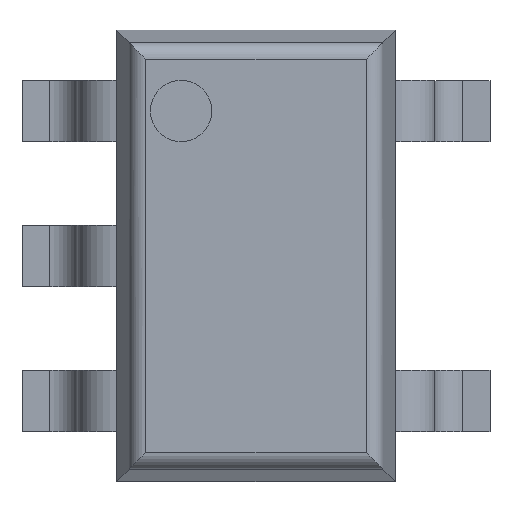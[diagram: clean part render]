
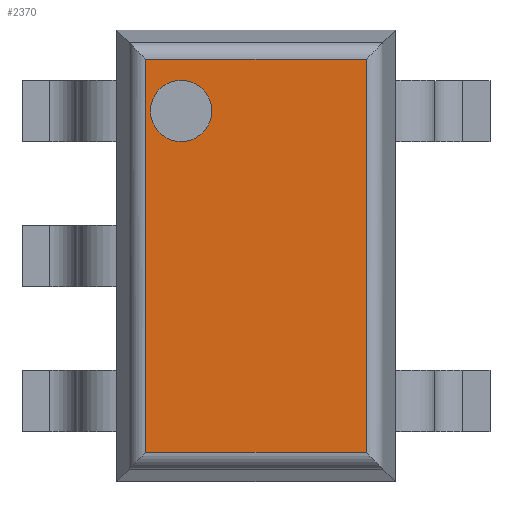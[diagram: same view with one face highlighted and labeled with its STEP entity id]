
A CAD part, top view. The second image highlights one B-rep face of the part: STEP entity #2370.
In plain terms, the highlighted planar face has unit normal (0, 0, 1).
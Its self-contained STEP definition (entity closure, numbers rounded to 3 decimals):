
#2311 = CARTESIAN_POINT ( 'NONE',  ( -0.473, 0.65, 1.1 ) ) ;
#2312 = VERTEX_POINT ( 'NONE', #2311 ) ;
#2313 = CARTESIAN_POINT ( 'NONE',  ( -0.198, 0.65, 1.1 ) ) ;
#2314 = VERTEX_POINT ( 'NONE', #2313 ) ;
#2315 = CARTESIAN_POINT ( 'NONE',  ( -0.336, 0.65, 1.1 ) ) ;
#2316 = DIRECTION ( 'NONE',  ( 0., 0., 1. ) ) ;
#2317 = DIRECTION ( 'NONE',  ( -1., 0., 0. ) ) ;
#2318 = AXIS2_PLACEMENT_3D ( 'NONE', #2315, #2316, #2317 ) ;
#2319 = CIRCLE ( 'NONE', #2318, 0.138) ;
#2320 = EDGE_CURVE ( 'NONE', #2312, #2314, #2319, .T. ) ;
#2321 = ORIENTED_EDGE ( 'NONE', *, *, #2320, .F. ) ;
#2322 = CARTESIAN_POINT ( 'NONE',  ( -0.336, 0.65, 1.1 ) ) ;
#2323 = DIRECTION ( 'NONE',  ( 0., 0., 1. ) ) ;
#2324 = DIRECTION ( 'NONE',  ( -1., 0., 0. ) ) ;
#2325 = AXIS2_PLACEMENT_3D ( 'NONE', #2322, #2323, #2324 ) ;
#2326 = CIRCLE ( 'NONE', #2325, 0.138) ;
#2327 = EDGE_CURVE ( 'NONE', #2314, #2312, #2326, .T. ) ;
#2328 = ORIENTED_EDGE ( 'NONE', *, *, #2327, .F. ) ;
#2329 = EDGE_LOOP ( 'NONE', ( #2321, #2328 ) ) ;
#2330 = FACE_BOUND ( 'NONE', #2329, .T. ) ;
#2331 = CARTESIAN_POINT ( 'NONE',  ( -0.494, -0.882, 1.1 ) ) ;
#2332 = VERTEX_POINT ( 'NONE', #2331 ) ;
#2333 = CARTESIAN_POINT ( 'NONE',  ( 0.494, -0.882, 1.1 ) ) ;
#2334 = VERTEX_POINT ( 'NONE', #2333 ) ;
#2335 = CARTESIAN_POINT ( 'NONE',  ( 0.558, -0.882, 1.1 ) ) ;
#2336 = DIRECTION ( 'NONE',  ( 1., 0., 0. ) ) ;
#2337 = VECTOR ( 'NONE', #2336, 1000. ) ;
#2338 = LINE ( 'NONE', #2335, #2337 ) ;
#2339 = EDGE_CURVE ( 'NONE', #2332, #2334, #2338, .T. ) ;
#2340 = ORIENTED_EDGE ( 'NONE', *, *, #2339, .T. ) ;
#2341 = CARTESIAN_POINT ( 'NONE',  ( 0.494, 0.882, 1.1 ) ) ;
#2342 = VERTEX_POINT ( 'NONE', #2341 ) ;
#2343 = CARTESIAN_POINT ( 'NONE',  ( 0.494, 0.946, 1.1 ) ) ;
#2344 = DIRECTION ( 'NONE',  ( 0., 1., 0. ) ) ;
#2345 = VECTOR ( 'NONE', #2344, 1000. ) ;
#2346 = LINE ( 'NONE', #2343, #2345 ) ;
#2347 = EDGE_CURVE ( 'NONE', #2334, #2342, #2346, .T. ) ;
#2348 = ORIENTED_EDGE ( 'NONE', *, *, #2347, .T. ) ;
#2349 = CARTESIAN_POINT ( 'NONE',  ( -0.494, 0.882, 1.1 ) ) ;
#2350 = VERTEX_POINT ( 'NONE', #2349 ) ;
#2351 = CARTESIAN_POINT ( 'NONE',  ( -0.558, 0.882, 1.1 ) ) ;
#2352 = DIRECTION ( 'NONE',  ( -1., 0., 0. ) ) ;
#2353 = VECTOR ( 'NONE', #2352, 1000. ) ;
#2354 = LINE ( 'NONE', #2351, #2353 ) ;
#2355 = EDGE_CURVE ( 'NONE', #2342, #2350, #2354, .T. ) ;
#2356 = ORIENTED_EDGE ( 'NONE', *, *, #2355, .T. ) ;
#2357 = CARTESIAN_POINT ( 'NONE',  ( -0.494, -0.946, 1.1 ) ) ;
#2358 = DIRECTION ( 'NONE',  ( 0., -1., 0. ) ) ;
#2359 = VECTOR ( 'NONE', #2358, 1000. ) ;
#2360 = LINE ( 'NONE', #2357, #2359 ) ;
#2361 = EDGE_CURVE ( 'NONE', #2350, #2332, #2360, .T. ) ;
#2362 = ORIENTED_EDGE ( 'NONE', *, *, #2361, .T. ) ;
#2363 = EDGE_LOOP ( 'NONE', ( #2340, #2348, #2356, #2362 ) ) ;
#2364 = FACE_OUTER_BOUND ( 'NONE', #2363, .T. ) ;
#2365 = CARTESIAN_POINT ( 'NONE',  ( -0.018, 0.088, 1.1 ) ) ;
#2366 = DIRECTION ( 'NONE',  ( 0., 0., -1. ) ) ;
#2367 = DIRECTION ( 'NONE',  ( 1., 0., 0. ) ) ;
#2368 = AXIS2_PLACEMENT_3D ( 'NONE', #2365, #2366, #2367 ) ;
#2369 = PLANE ( 'NONE', #2368 ) ;
#2370 = ADVANCED_FACE ( 'NONE', ( #2330, #2364 ), #2369, .F. ) ;
